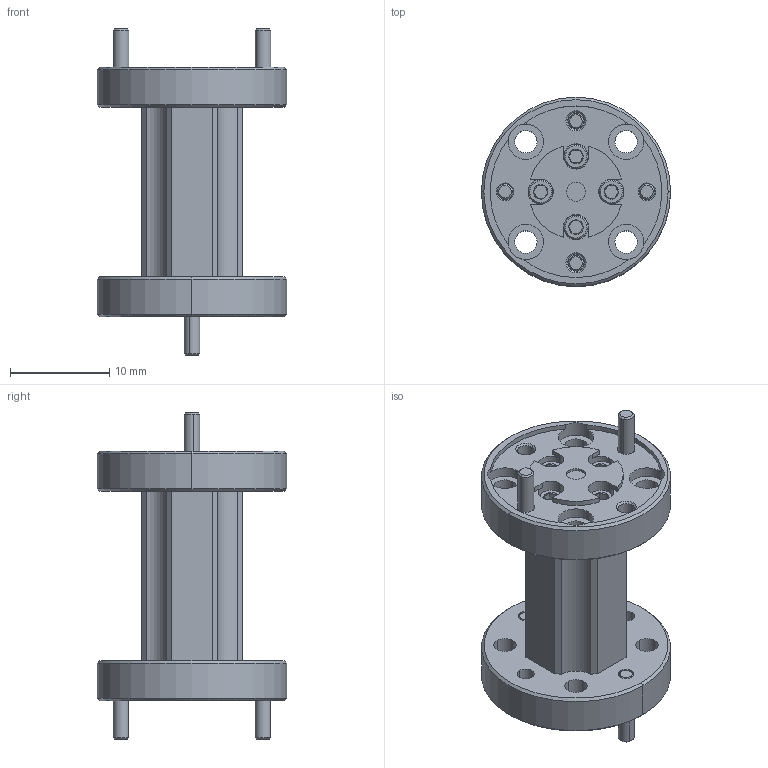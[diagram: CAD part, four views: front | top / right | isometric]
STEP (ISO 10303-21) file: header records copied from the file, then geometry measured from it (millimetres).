
FILE_DESCRIPTION (( 'STEP AP203' ), '1' );
FILE_NAME ('AS-FDF-075-A.STEP', '2023-08-25T19:27:54', ( '' ), ( '' ), 'SwSTEP 2.0', 'SolidWorks 2021', '' );
FILE_SCHEMA (( 'CONFIG_CONTROL_DESIGN' ));
Length unit declared in the file: inch
Products named in the file (1): AS-FDF-075-A
Bounding box: 19.05 x 19.05 x 32.89 mm (x, y, z)
Volume: 3299.5 mm3; surface area: 2830.3 mm2
Topology: 5 solids, 5 shells, 372 faces, 838 edges, 500 vertices
Faces by surface type: cone 128, plane 126, cylinder 118
Entity records: 10637 total; most frequent: CARTESIAN_POINT 2023, DIRECTION 1916, ORIENTED_EDGE 1676, EDGE_CURVE 838, AXIS2_PLACEMENT_3D 761, VERTEX_POINT 500, EDGE_LOOP 428, VECTOR 394
